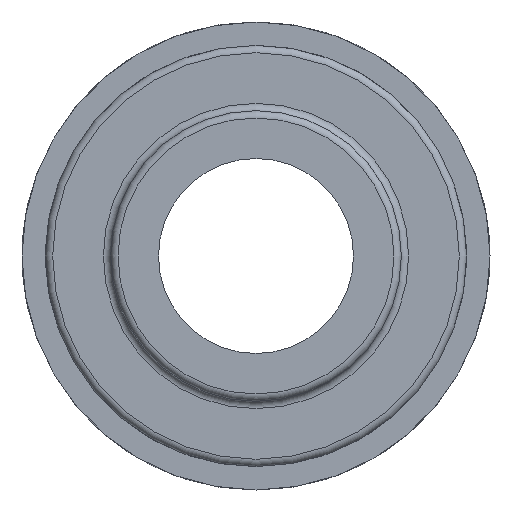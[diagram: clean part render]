
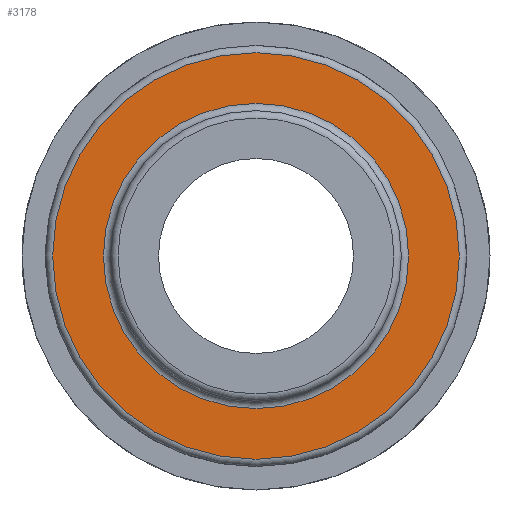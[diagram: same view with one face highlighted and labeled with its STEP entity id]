
A CAD part, left-side view. The second image highlights one B-rep face of the part: STEP entity #3178.
In plain terms, the highlighted planar face has unit normal (-1, 0, 0).
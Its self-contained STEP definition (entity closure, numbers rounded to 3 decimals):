
#35=FACE_BOUND('',#578,.T.);
#185=PLANE('',#3557);
#368=FACE_OUTER_BOUND('',#577,.T.);
#577=EDGE_LOOP('',(#2846));
#578=EDGE_LOOP('',(#2847));
#1195=CIRCLE('',#3556,31.307);
#1196=CIRCLE('',#3558,41.7);
#1502=VERTEX_POINT('',#6598);
#1503=VERTEX_POINT('',#6601);
#1973=EDGE_CURVE('',#1502,#1502,#1195,.T.);
#1974=EDGE_CURVE('',#1503,#1503,#1196,.T.);
#2846=ORIENTED_EDGE('',*,*,#1974,.F.);
#2847=ORIENTED_EDGE('',*,*,#1973,.F.);
#3178=ADVANCED_FACE('',(#368,#35),#185,.T.);
#3556=AXIS2_PLACEMENT_3D('',#6599,#4438,#4439);
#3557=AXIS2_PLACEMENT_3D('',#6600,#4440,#4441);
#3558=AXIS2_PLACEMENT_3D('',#6602,#4442,#4443);
#4438=DIRECTION('center_axis',(-1.,0.,0.));
#4439=DIRECTION('ref_axis',(0.,-1.,0.));
#4440=DIRECTION('center_axis',(-1.,0.,0.));
#4441=DIRECTION('ref_axis',(0.,0.,1.));
#4442=DIRECTION('center_axis',(1.,0.,0.));
#4443=DIRECTION('ref_axis',(0.,-1.,0.));
#6598=CARTESIAN_POINT('',(-2.6,31.307,0.));
#6599=CARTESIAN_POINT('Origin',(-2.6,0.,0.));
#6600=CARTESIAN_POINT('Origin',(-2.6,43.2,0.));
#6601=CARTESIAN_POINT('',(-2.6,41.7,0.));
#6602=CARTESIAN_POINT('Origin',(-2.6,0.,0.));
